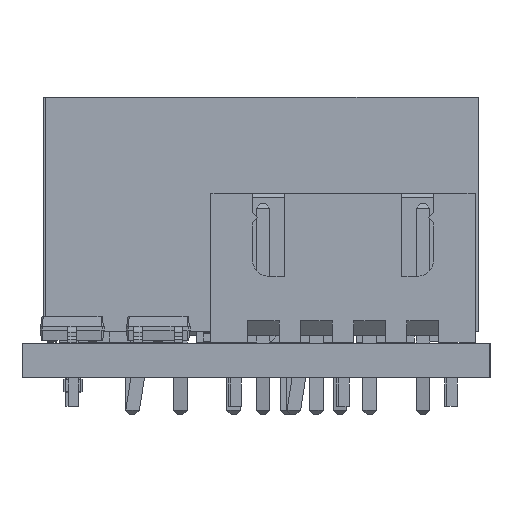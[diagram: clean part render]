
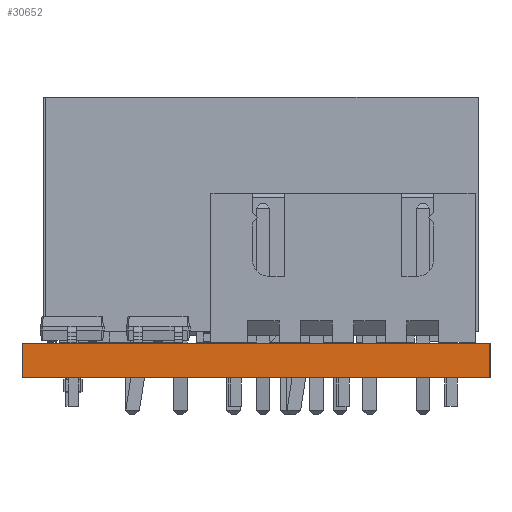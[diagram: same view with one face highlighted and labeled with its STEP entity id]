
A CAD part, left-side view. The second image highlights one B-rep face of the part: STEP entity #30652.
In plain terms, the highlighted planar face has unit normal (-1, 0, 0).
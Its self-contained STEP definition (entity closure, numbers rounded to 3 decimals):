
#30536 = EDGE_CURVE('',#30537,#30539,#30541,.T.);
#30537 = VERTEX_POINT('',#30538);
#30538 = CARTESIAN_POINT('',(0.,-21.946,0.));
#30539 = VERTEX_POINT('',#30540);
#30540 = CARTESIAN_POINT('',(0.,-21.946,1.6));
#30541 = SURFACE_CURVE('',#30542,(#30546,#30558),.PCURVE_S1.);
#30542 = LINE('',#30543,#30544);
#30543 = CARTESIAN_POINT('',(0.,-21.946,0.));
#30544 = VECTOR('',#30545,1.);
#30545 = DIRECTION('',(0.,0.,1.));
#30546 = PCURVE('',#30547,#30552);
#30547 = PLANE('',#30548);
#30548 = AXIS2_PLACEMENT_3D('',#30549,#30550,#30551);
#30549 = CARTESIAN_POINT('',(0.,-21.946,0.));
#30550 = DIRECTION('',(0.,1.,0.));
#30551 = DIRECTION('',(1.,0.,0.));
#30552 = DEFINITIONAL_REPRESENTATION('',(#30553),#30557);
#30553 = LINE('',#30554,#30555);
#30554 = CARTESIAN_POINT('',(0.,0.));
#30555 = VECTOR('',#30556,1.);
#30556 = DIRECTION('',(0.,-1.));
#30557 = ( GEOMETRIC_REPRESENTATION_CONTEXT(2) 
PARAMETRIC_REPRESENTATION_CONTEXT() REPRESENTATION_CONTEXT('2D SPACE',''
  ) );
#30558 = PCURVE('',#30559,#30564);
#30559 = PLANE('',#30560);
#30560 = AXIS2_PLACEMENT_3D('',#30561,#30562,#30563);
#30561 = CARTESIAN_POINT('',(0.,0.025,0.));
#30562 = DIRECTION('',(1.,0.,0.));
#30563 = DIRECTION('',(0.,-1.,0.));
#30564 = DEFINITIONAL_REPRESENTATION('',(#30565),#30569);
#30565 = LINE('',#30566,#30567);
#30566 = CARTESIAN_POINT('',(21.971,0.));
#30567 = VECTOR('',#30568,1.);
#30568 = DIRECTION('',(0.,-1.));
#30569 = ( GEOMETRIC_REPRESENTATION_CONTEXT(2) 
PARAMETRIC_REPRESENTATION_CONTEXT() REPRESENTATION_CONTEXT('2D SPACE',''
  ) );
#30587 = PLANE('',#30588);
#30588 = AXIS2_PLACEMENT_3D('',#30589,#30590,#30591);
#30589 = CARTESIAN_POINT('',(28.448,-10.96,1.6));
#30590 = DIRECTION('',(0.,0.,1.));
#30591 = DIRECTION('',(1.,0.,0.));
#30641 = PLANE('',#30642);
#30642 = AXIS2_PLACEMENT_3D('',#30643,#30644,#30645);
#30643 = CARTESIAN_POINT('',(28.448,-10.96,0.));
#30644 = DIRECTION('',(0.,0.,1.));
#30645 = DIRECTION('',(1.,0.,0.));
#30652 = ADVANCED_FACE('',(#30653),#30559,.F.);
#30653 = FACE_BOUND('',#30654,.F.);
#30654 = EDGE_LOOP('',(#30655,#30685,#30706,#30707));
#30655 = ORIENTED_EDGE('',*,*,#30656,.T.);
#30656 = EDGE_CURVE('',#30657,#30659,#30661,.T.);
#30657 = VERTEX_POINT('',#30658);
#30658 = CARTESIAN_POINT('',(0.,0.025,0.));
#30659 = VERTEX_POINT('',#30660);
#30660 = CARTESIAN_POINT('',(0.,0.025,1.6));
#30661 = SURFACE_CURVE('',#30662,(#30666,#30673),.PCURVE_S1.);
#30662 = LINE('',#30663,#30664);
#30663 = CARTESIAN_POINT('',(0.,0.025,0.));
#30664 = VECTOR('',#30665,1.);
#30665 = DIRECTION('',(0.,0.,1.));
#30666 = PCURVE('',#30559,#30667);
#30667 = DEFINITIONAL_REPRESENTATION('',(#30668),#30672);
#30668 = LINE('',#30669,#30670);
#30669 = CARTESIAN_POINT('',(0.,0.));
#30670 = VECTOR('',#30671,1.);
#30671 = DIRECTION('',(0.,-1.));
#30672 = ( GEOMETRIC_REPRESENTATION_CONTEXT(2) 
PARAMETRIC_REPRESENTATION_CONTEXT() REPRESENTATION_CONTEXT('2D SPACE',''
  ) );
#30673 = PCURVE('',#30674,#30679);
#30674 = PLANE('',#30675);
#30675 = AXIS2_PLACEMENT_3D('',#30676,#30677,#30678);
#30676 = CARTESIAN_POINT('',(56.896,0.025,0.));
#30677 = DIRECTION('',(0.,-1.,0.));
#30678 = DIRECTION('',(-1.,0.,0.));
#30679 = DEFINITIONAL_REPRESENTATION('',(#30680),#30684);
#30680 = LINE('',#30681,#30682);
#30681 = CARTESIAN_POINT('',(56.896,0.));
#30682 = VECTOR('',#30683,1.);
#30683 = DIRECTION('',(0.,-1.));
#30684 = ( GEOMETRIC_REPRESENTATION_CONTEXT(2) 
PARAMETRIC_REPRESENTATION_CONTEXT() REPRESENTATION_CONTEXT('2D SPACE',''
  ) );
#30685 = ORIENTED_EDGE('',*,*,#30686,.T.);
#30686 = EDGE_CURVE('',#30659,#30539,#30687,.T.);
#30687 = SURFACE_CURVE('',#30688,(#30692,#30699),.PCURVE_S1.);
#30688 = LINE('',#30689,#30690);
#30689 = CARTESIAN_POINT('',(0.,0.025,1.6));
#30690 = VECTOR('',#30691,1.);
#30691 = DIRECTION('',(0.,-1.,0.));
#30692 = PCURVE('',#30559,#30693);
#30693 = DEFINITIONAL_REPRESENTATION('',(#30694),#30698);
#30694 = LINE('',#30695,#30696);
#30695 = CARTESIAN_POINT('',(0.,-1.6));
#30696 = VECTOR('',#30697,1.);
#30697 = DIRECTION('',(1.,0.));
#30698 = ( GEOMETRIC_REPRESENTATION_CONTEXT(2) 
PARAMETRIC_REPRESENTATION_CONTEXT() REPRESENTATION_CONTEXT('2D SPACE',''
  ) );
#30699 = PCURVE('',#30587,#30700);
#30700 = DEFINITIONAL_REPRESENTATION('',(#30701),#30705);
#30701 = LINE('',#30702,#30703);
#30702 = CARTESIAN_POINT('',(-28.448,10.986));
#30703 = VECTOR('',#30704,1.);
#30704 = DIRECTION('',(0.,-1.));
#30705 = ( GEOMETRIC_REPRESENTATION_CONTEXT(2) 
PARAMETRIC_REPRESENTATION_CONTEXT() REPRESENTATION_CONTEXT('2D SPACE',''
  ) );
#30706 = ORIENTED_EDGE('',*,*,#30536,.F.);
#30707 = ORIENTED_EDGE('',*,*,#30708,.F.);
#30708 = EDGE_CURVE('',#30657,#30537,#30709,.T.);
#30709 = SURFACE_CURVE('',#30710,(#30714,#30721),.PCURVE_S1.);
#30710 = LINE('',#30711,#30712);
#30711 = CARTESIAN_POINT('',(0.,0.025,0.));
#30712 = VECTOR('',#30713,1.);
#30713 = DIRECTION('',(0.,-1.,0.));
#30714 = PCURVE('',#30559,#30715);
#30715 = DEFINITIONAL_REPRESENTATION('',(#30716),#30720);
#30716 = LINE('',#30717,#30718);
#30717 = CARTESIAN_POINT('',(0.,0.));
#30718 = VECTOR('',#30719,1.);
#30719 = DIRECTION('',(1.,0.));
#30720 = ( GEOMETRIC_REPRESENTATION_CONTEXT(2) 
PARAMETRIC_REPRESENTATION_CONTEXT() REPRESENTATION_CONTEXT('2D SPACE',''
  ) );
#30721 = PCURVE('',#30641,#30722);
#30722 = DEFINITIONAL_REPRESENTATION('',(#30723),#30727);
#30723 = LINE('',#30724,#30725);
#30724 = CARTESIAN_POINT('',(-28.448,10.986));
#30725 = VECTOR('',#30726,1.);
#30726 = DIRECTION('',(0.,-1.));
#30727 = ( GEOMETRIC_REPRESENTATION_CONTEXT(2) 
PARAMETRIC_REPRESENTATION_CONTEXT() REPRESENTATION_CONTEXT('2D SPACE',''
  ) );
